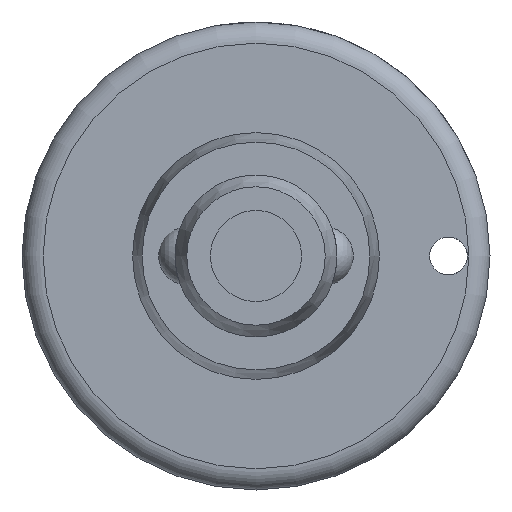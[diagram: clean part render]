
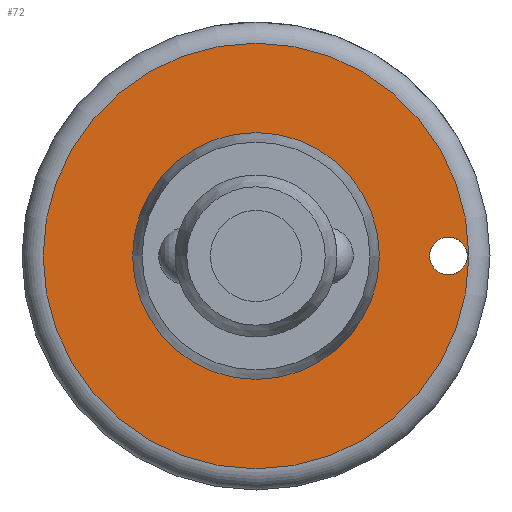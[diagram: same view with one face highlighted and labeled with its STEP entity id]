
A CAD part, front view. The second image highlights one B-rep face of the part: STEP entity #72.
In plain terms, the highlighted planar face has unit normal (0, -1, 0).
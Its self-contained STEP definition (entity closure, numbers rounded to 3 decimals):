
#72 = ADVANCED_FACE( '', ( #157, #158, #159 ), #160, .F. );
#157 = FACE_OUTER_BOUND( '', #245, .T. );
#158 = FACE_BOUND( '', #246, .T. );
#159 = FACE_BOUND( '', #247, .T. );
#160 = PLANE( '', #248 );
#245 = EDGE_LOOP( '', ( #357 ) );
#246 = EDGE_LOOP( '', ( #358 ) );
#247 = EDGE_LOOP( '', ( #359 ) );
#248 = AXIS2_PLACEMENT_3D( '', #360, #361, #362 );
#357 = ORIENTED_EDGE( '', *, *, #428, .F. );
#358 = ORIENTED_EDGE( '', *, *, #429, .T. );
#359 = ORIENTED_EDGE( '', *, *, #416, .T. );
#360 = CARTESIAN_POINT( '', ( -9.15, 21.56, 0. ) );
#361 = DIRECTION( '', ( 0., 1., 0. ) );
#362 = DIRECTION( '', ( -1., 0., 0. ) );
#416 = EDGE_CURVE( '', #470, #470, #471, .T. );
#428 = EDGE_CURVE( '', #487, #487, #488, .T. );
#429 = EDGE_CURVE( '', #489, #489, #490, .T. );
#470 = VERTEX_POINT( '', #637 );
#471 = CIRCLE( '', #638, 9.15 );
#487 = VERTEX_POINT( '', #687 );
#488 = CIRCLE( '', #688, 15.78 );
#489 = VERTEX_POINT( '', #689 );
#490 = CIRCLE( '', #690, 1.4 );
#637 = CARTESIAN_POINT( '', ( -9.15, 21.56, 0. ) );
#638 = AXIS2_PLACEMENT_3D( '', #728, #729, #730 );
#687 = CARTESIAN_POINT( '', ( -15.78, 21.56, 0. ) );
#688 = AXIS2_PLACEMENT_3D( '', #743, #744, #745 );
#689 = CARTESIAN_POINT( '', ( 12.87, 21.56, 0. ) );
#690 = AXIS2_PLACEMENT_3D( '', #746, #747, #748 );
#728 = CARTESIAN_POINT( '', ( 0., 21.56, 0. ) );
#729 = DIRECTION( '', ( 0., 1., 0. ) );
#730 = DIRECTION( '', ( -1., 0., 0. ) );
#743 = CARTESIAN_POINT( '', ( 0., 21.56, 0. ) );
#744 = DIRECTION( '', ( 0., 1., 0. ) );
#745 = DIRECTION( '', ( -1., 0., 0. ) );
#746 = CARTESIAN_POINT( '', ( 14.27, 21.56, 0. ) );
#747 = DIRECTION( '', ( 0., 1., 0. ) );
#748 = DIRECTION( '', ( -1., 0., 0. ) );
